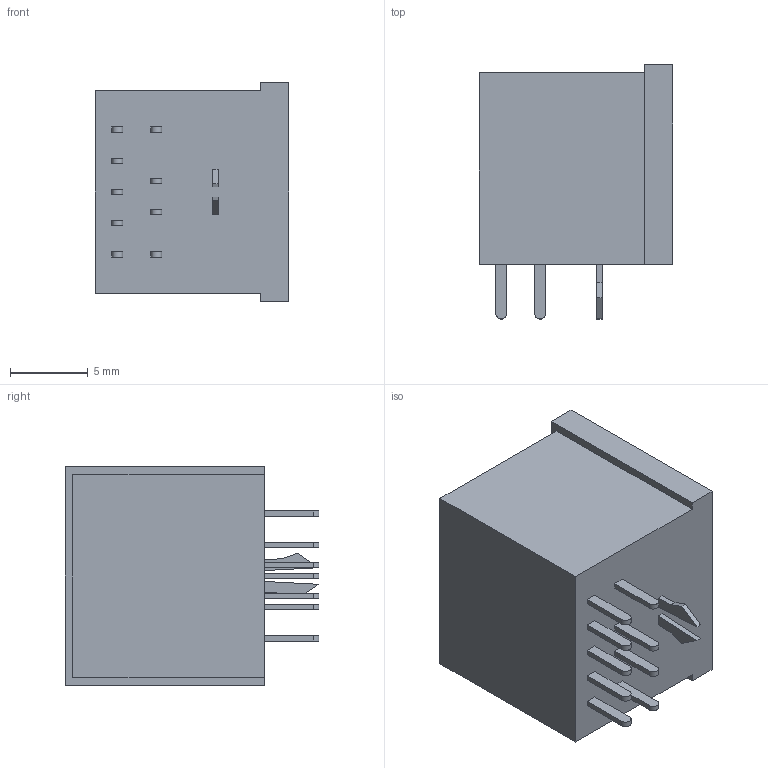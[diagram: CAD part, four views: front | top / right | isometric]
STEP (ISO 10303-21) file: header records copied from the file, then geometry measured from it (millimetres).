
FILE_DESCRIPTION (( 'STEP AP214' ), '1' );
FILE_NAME ('CUI_MD-90S.step', '2017-08-15T23:22:17', ( '' ), ( '' ), 'SwSTEP 2.0', 'SolidWorks 2017', '' );
FILE_SCHEMA (( 'AUTOMOTIVE_DESIGN' ));
Length unit declared in the file: millimetre
Products named in the file (1): CUI_MD-90S
Bounding box: 12.4 x 16.3 x 14 mm (x, y, z)
Volume: 1874.4 mm3; surface area: 1752.3 mm2
Topology: 1 solids, 1 shells, 163 faces, 396 edges, 258 vertices
Faces by surface type: plane 142, cylinder 21
Entity records: 6196 total; most frequent: CARTESIAN_POINT 818, ORIENTED_EDGE 792, DIRECTION 766, EDGE_CURVE 396, LINE 354, VECTOR 354, VERTEX_POINT 258, AXIS2_PLACEMENT_3D 206
